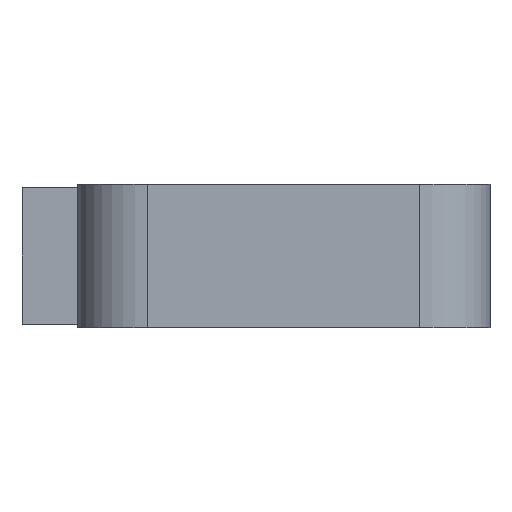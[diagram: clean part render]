
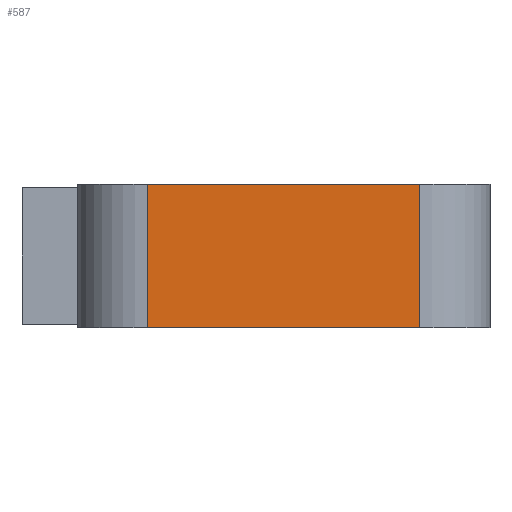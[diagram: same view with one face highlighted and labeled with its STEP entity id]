
A CAD part, front view. The second image highlights one B-rep face of the part: STEP entity #587.
In plain terms, the highlighted planar face has unit normal (0, -1, 0).
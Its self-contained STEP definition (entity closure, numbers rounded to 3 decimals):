
#213=CARTESIAN_POINT('Vertex',(12.,0.,24.5)) ;
#216=CARTESIAN_POINT('Line Origine',(35.25,0.,24.5)) ;
#220=CARTESIAN_POINT('Vertex',(58.5,0.,24.5)) ;
#339=CARTESIAN_POINT('Vertex',(58.5,0.,0.)) ;
#342=CARTESIAN_POINT('Line Origine',(35.25,0.,0.)) ;
#346=CARTESIAN_POINT('Vertex',(12.,0.,0.)) ;
#559=CARTESIAN_POINT('Line Origine',(12.,0.,12.25)) ;
#571=CARTESIAN_POINT('Axis2P3D Location',(12.,0.,0.)) ;
#576=CARTESIAN_POINT('Line Origine',(58.5,0.,12.25)) ;
#217=DIRECTION('Vector Direction',(1.,0.,0.)) ;
#343=DIRECTION('Vector Direction',(1.,0.,0.)) ;
#560=DIRECTION('Vector Direction',(0.,0.,1.)) ;
#572=DIRECTION('Axis2P3D Direction',(0.,1.,0.)) ;
#573=DIRECTION('Axis2P3D XDirection',(0.,0.,1.)) ;
#577=DIRECTION('Vector Direction',(0.,0.,1.)) ;
#574=AXIS2_PLACEMENT_3D('Plane Axis2P3D',#571,#572,#573) ;
#582=ORIENTED_EDGE('',*,*,#580,.T.) ;
#583=ORIENTED_EDGE('',*,*,#222,.F.) ;
#584=ORIENTED_EDGE('',*,*,#563,.F.) ;
#585=ORIENTED_EDGE('',*,*,#348,.T.) ;
#218=VECTOR('Line Direction',#217,1.) ;
#344=VECTOR('Line Direction',#343,1.) ;
#561=VECTOR('Line Direction',#560,1.) ;
#578=VECTOR('Line Direction',#577,1.) ;
#587=ADVANCED_FACE('PartBody',(#586),#575,.F.) ;
#222=EDGE_CURVE('',#214,#221,#219,.T.) ;
#348=EDGE_CURVE('',#347,#340,#345,.T.) ;
#563=EDGE_CURVE('',#347,#214,#562,.T.) ;
#580=EDGE_CURVE('',#340,#221,#579,.T.) ;
#581=EDGE_LOOP('',(#582,#583,#584,#585)) ;
#586=FACE_OUTER_BOUND('',#581,.T.) ;
#219=LINE('Line',#216,#218) ;
#345=LINE('Line',#342,#344) ;
#562=LINE('Line',#559,#561) ;
#579=LINE('Line',#576,#578) ;
#575=PLANE('',#574) ;
#214=VERTEX_POINT('',#213) ;
#221=VERTEX_POINT('',#220) ;
#340=VERTEX_POINT('',#339) ;
#347=VERTEX_POINT('',#346) ;
